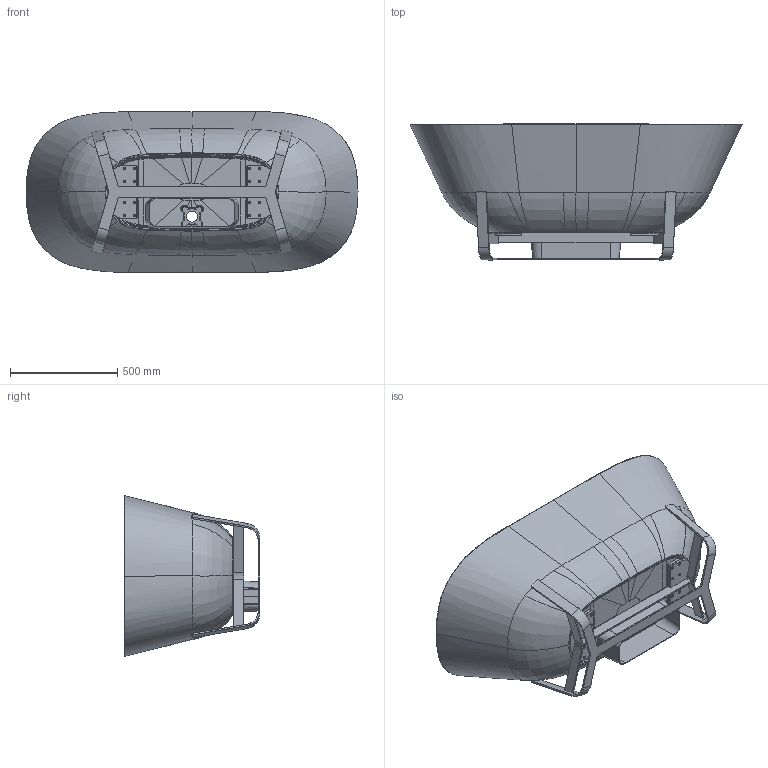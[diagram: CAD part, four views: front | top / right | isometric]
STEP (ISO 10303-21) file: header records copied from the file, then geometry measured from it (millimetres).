
FILE_DESCRIPTION((''),'2;1');
FILE_NAME('UBQ155ANH7F4_ANTHEUS_ASM','2022-06-29T16:29:03',('hegemanc'),('Villeroy & Boch Wellness bv'),'CREO PARAMETRIC BY PTC INC, 2020454','CREO PARAMETRIC BY PTC INC, 2020454','');
FILE_SCHEMA(('CONFIG_CONTROL_DESIGN'));
Products named in the file (12): MSBR-11; MSBR-10; MSBR-9; MSBR-8; MSBR-7; MSBR-6; MSBR-5; MSBR-4; MSBR-3; MSBR-2; MSBR-1; UBQ155ANH7F4_ANTHEUS_ASM
Assembly tree (11 placements, depth 2):
  UBQ155ANH7F4_ANTHEUS_ASM
    MSBR-11
    MSBR-10
    MSBR-9
    MSBR-8
    MSBR-7
    MSBR-6
    MSBR-5
    MSBR-4
    MSBR-3
    MSBR-2
    MSBR-1
Bounding box: 1550 x 634 x 750 mm (x, y, z)
Volume: 31435970.6 mm3; surface area: 5268176.7 mm2
Topology: 11 solids, 11 shells, 615 faces, 1446 edges, 870 vertices
Faces by surface type: cylinder 212, bspline 180, plane 121, torus 88, cone 14
Entity records: 41860 total; most frequent: CARTESIAN_POINT 28667, ORIENTED_EDGE 2892, DIRECTION 2392, EDGE_CURVE 1446, AXIS2_PLACEMENT_3D 941, VERTEX_POINT 870, EDGE_LOOP 666, FACE_OUTER_BOUND 615
